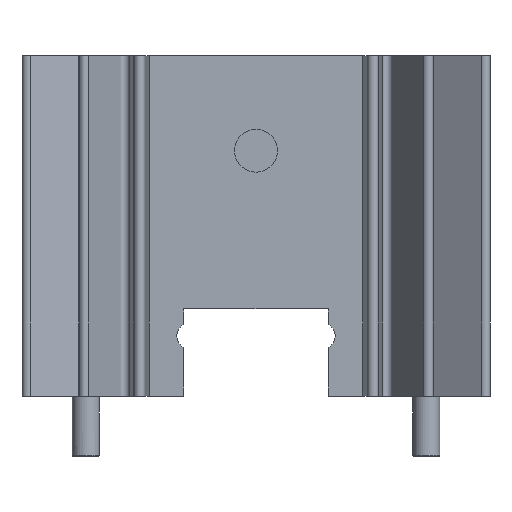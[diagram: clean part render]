
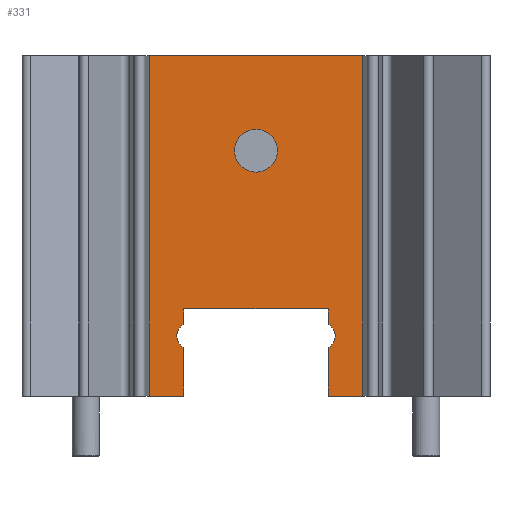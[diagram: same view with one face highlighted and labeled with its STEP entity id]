
A CAD part, front view. The second image highlights one B-rep face of the part: STEP entity #331.
In plain terms, the highlighted planar face has unit normal (0, -1, 0).
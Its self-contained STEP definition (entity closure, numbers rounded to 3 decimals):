
#112=CARTESIAN_POINT('',(19.05,5.6,18.3));
#113=VERTEX_POINT('',#112);
#114=CARTESIAN_POINT('',(17.45,5.6,18.3));
#115=DIRECTION('',(0.0,1.0,0.0));
#116=DIRECTION('',(-1.0,0.0,0.0));
#117=AXIS2_PLACEMENT_3D('',#114,#115,#116);
#118=CIRCLE('',#117,1.6);
#119=EDGE_CURVE('',#113,#113,#118,.T.);
#142=CARTESIAN_POINT('',(22.85,5.6,5.366));
#143=VERTEX_POINT('',#142);
#159=CARTESIAN_POINT('',(22.85,5.6,3.634));
#160=VERTEX_POINT('',#159);
#167=CARTESIAN_POINT('',(22.35,5.6,4.5));
#168=DIRECTION('',(0.0,1.0,0.0));
#169=DIRECTION('',(-1.0,0.0,0.0));
#170=AXIS2_PLACEMENT_3D('',#167,#168,#169);
#171=CIRCLE('',#170,1.0);
#172=EDGE_CURVE('',#143,#160,#171,.T.);
#182=CARTESIAN_POINT('',(12.05,5.6,5.366));
#183=VERTEX_POINT('',#182);
#192=CARTESIAN_POINT('',(12.05,5.6,3.634));
#193=VERTEX_POINT('',#192);
#194=CARTESIAN_POINT('',(12.55,5.6,4.5));
#195=DIRECTION('',(0.0,1.0,0.0));
#196=DIRECTION('',(-1.0,0.0,0.0));
#197=AXIS2_PLACEMENT_3D('',#194,#195,#196);
#198=CIRCLE('',#197,1.0);
#199=EDGE_CURVE('',#193,#183,#198,.T.);
#233=CARTESIAN_POINT('',(22.85,5.6,0.0));
#234=VERTEX_POINT('',#233);
#241=CARTESIAN_POINT('',(22.85,5.6,3.634));
#242=DIRECTION('',(0.0,0.0,-1.0));
#243=VECTOR('',#242,3.634);
#244=LINE('',#241,#243);
#245=EDGE_CURVE('',#160,#234,#244,.T.);
#250=CARTESIAN_POINT('',(25.4,5.6,0.0));
#251=DIRECTION('',(0.0,-1.0,0.0));
#252=DIRECTION('',(0.0,0.0,-1.0));
#253=AXIS2_PLACEMENT_3D('',#250,#251,#252);
#254=PLANE('',#253);
#255=ORIENTED_EDGE('',*,*,#172,.T.);
#256=ORIENTED_EDGE('',*,*,#245,.T.);
#257=CARTESIAN_POINT('',(25.4,5.6,0.0));
#258=VERTEX_POINT('',#257);
#259=CARTESIAN_POINT('',(22.85,5.6,0.0));
#260=DIRECTION('',(1.0,0.0,0.0));
#261=VECTOR('',#260,2.55);
#262=LINE('',#259,#261);
#263=EDGE_CURVE('',#234,#258,#262,.T.);
#264=ORIENTED_EDGE('',*,*,#263,.T.);
#265=CARTESIAN_POINT('',(25.4,5.6,25.4));
#266=VERTEX_POINT('',#265);
#267=CARTESIAN_POINT('',(25.4,5.6,0.0));
#268=DIRECTION('',(0.0,0.0,1.0));
#269=VECTOR('',#268,25.4);
#270=LINE('',#267,#269);
#271=EDGE_CURVE('',#258,#266,#270,.T.);
#272=ORIENTED_EDGE('',*,*,#271,.T.);
#273=CARTESIAN_POINT('',(9.5,5.6,25.4));
#274=VERTEX_POINT('',#273);
#275=CARTESIAN_POINT('',(25.4,5.6,25.4));
#276=DIRECTION('',(-1.0,0.0,0.0));
#277=VECTOR('',#276,15.9);
#278=LINE('',#275,#277);
#279=EDGE_CURVE('',#266,#274,#278,.T.);
#280=ORIENTED_EDGE('',*,*,#279,.T.);
#281=CARTESIAN_POINT('',(9.5,5.6,0.0));
#282=VERTEX_POINT('',#281);
#283=CARTESIAN_POINT('',(9.5,5.6,0.0));
#284=DIRECTION('',(0.0,0.0,1.0));
#285=VECTOR('',#284,25.4);
#286=LINE('',#283,#285);
#287=EDGE_CURVE('',#282,#274,#286,.T.);
#288=ORIENTED_EDGE('',*,*,#287,.F.);
#289=CARTESIAN_POINT('',(12.05,5.6,0.0));
#290=VERTEX_POINT('',#289);
#291=CARTESIAN_POINT('',(9.5,5.6,0.0));
#292=DIRECTION('',(1.0,0.0,0.0));
#293=VECTOR('',#292,2.55);
#294=LINE('',#291,#293);
#295=EDGE_CURVE('',#282,#290,#294,.T.);
#296=ORIENTED_EDGE('',*,*,#295,.T.);
#297=CARTESIAN_POINT('',(12.05,5.6,0.0));
#298=DIRECTION('',(0.0,0.0,1.0));
#299=VECTOR('',#298,3.634);
#300=LINE('',#297,#299);
#301=EDGE_CURVE('',#290,#193,#300,.T.);
#302=ORIENTED_EDGE('',*,*,#301,.T.);
#303=ORIENTED_EDGE('',*,*,#199,.T.);
#304=CARTESIAN_POINT('',(12.05,5.6,6.5));
#305=VERTEX_POINT('',#304);
#306=CARTESIAN_POINT('',(12.05,5.6,5.366));
#307=DIRECTION('',(0.0,0.0,1.0));
#308=VECTOR('',#307,1.134);
#309=LINE('',#306,#308);
#310=EDGE_CURVE('',#183,#305,#309,.T.);
#311=ORIENTED_EDGE('',*,*,#310,.T.);
#312=CARTESIAN_POINT('',(22.85,5.6,6.5));
#313=VERTEX_POINT('',#312);
#314=CARTESIAN_POINT('',(12.05,5.6,6.5));
#315=DIRECTION('',(1.0,0.0,0.0));
#316=VECTOR('',#315,10.8);
#317=LINE('',#314,#316);
#318=EDGE_CURVE('',#305,#313,#317,.T.);
#319=ORIENTED_EDGE('',*,*,#318,.T.);
#320=CARTESIAN_POINT('',(22.85,5.6,6.5));
#321=DIRECTION('',(0.0,0.0,-1.0));
#322=VECTOR('',#321,1.134);
#323=LINE('',#320,#322);
#324=EDGE_CURVE('',#313,#143,#323,.T.);
#325=ORIENTED_EDGE('',*,*,#324,.T.);
#326=EDGE_LOOP('',(#255,#256,#264,#272,#280,#288,#296,#302,#303,#311,#319,#325));
#327=FACE_OUTER_BOUND('',#326,.T.);
#328=ORIENTED_EDGE('',*,*,#119,.T.);
#329=EDGE_LOOP('',(#328));
#330=FACE_BOUND('',#329,.T.);
#331=ADVANCED_FACE('',(#327,#330),#254,.T.);
